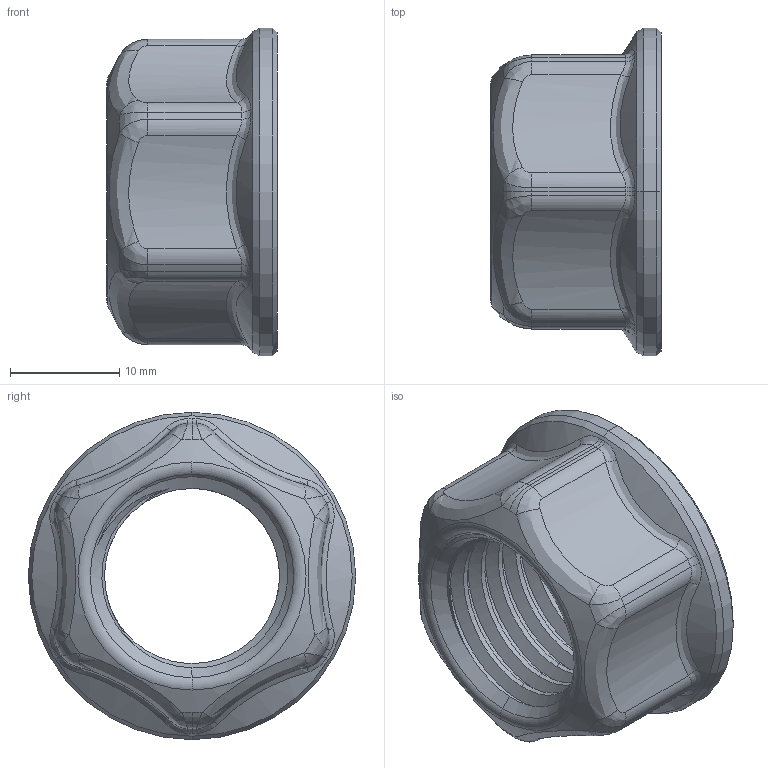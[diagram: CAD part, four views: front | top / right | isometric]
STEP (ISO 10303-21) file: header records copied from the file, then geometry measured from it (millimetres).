
FILE_DESCRIPTION (( 'STEP AP203' ), '1' );
FILE_NAME ('Tensioner_Knob.STEP', '2023-04-26T11:45:33', ( '' ), ( '' ), 'SwSTEP 2.0', 'SolidWorks 2018', '' );
FILE_SCHEMA (( 'CONFIG_CONTROL_DESIGN' ));
Length unit declared in the file: millimetre
Products named in the file (1): Tensioner_Knob
Bounding box: 15.59 x 30 x 30 mm (x, y, z)
Volume: 4635.1 mm3; surface area: 3216 mm2
Topology: 1 solids, 1 shells, 122 faces, 300 edges, 179 vertices
Faces by surface type: cylinder 54, bspline 38, torus 18, cone 8, sphere 2, plane 2
Entity records: 7385 total; most frequent: CARTESIAN_POINT 4823, ORIENTED_EDGE 596, DIRECTION 442, EDGE_CURVE 298, AXIS2_PLACEMENT_3D 191, VERTEX_POINT 179, EDGE_LOOP 125, ADVANCED_FACE 122
